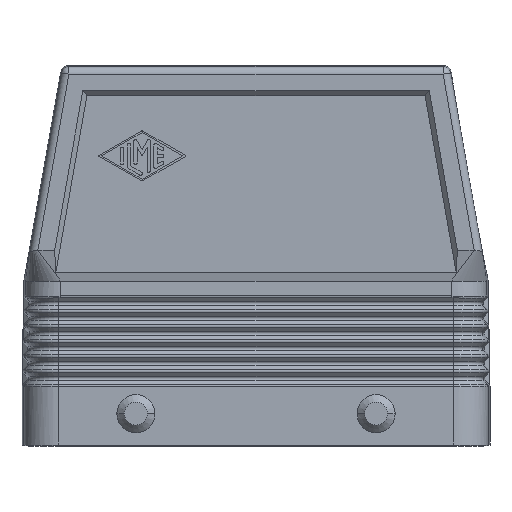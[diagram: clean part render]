
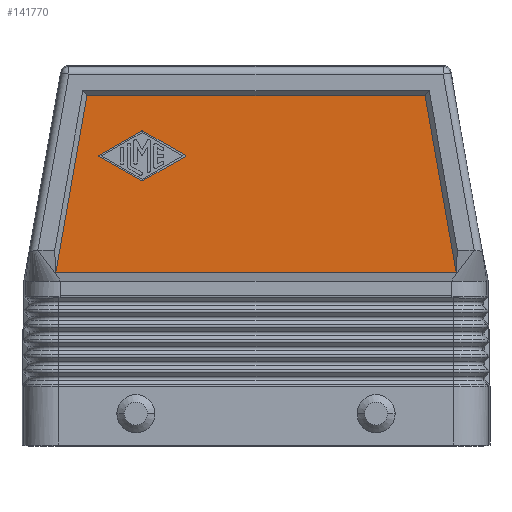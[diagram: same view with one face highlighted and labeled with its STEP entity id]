
A CAD part, left-side view. The second image highlights one B-rep face of the part: STEP entity #141770.
In plain terms, the highlighted planar face has unit normal (-1, 0, 0).
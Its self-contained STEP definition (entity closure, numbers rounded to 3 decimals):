
#137100=CARTESIAN_POINT('',(374.083,50.926,
70.233));
#137110=VERTEX_POINT('',#137100);
#137140=CARTESIAN_POINT('',(374.083,61.144,
12.233));
#137150=DIRECTION('',(0.,-0.174,0.985));
#137160=VECTOR('',#137150,1.);
#137170=LINE('',#137140,#137160);
#137180=CARTESIAN_POINT('',(374.083,57.156,
34.87));
#137190=VERTEX_POINT('',#137180);
#137200=EDGE_CURVE('',#137190,#137110,#137170,.T.);
#140330=CARTESIAN_POINT('',(374.083,-16.613,
70.233));
#140340=VERTEX_POINT('',#140330);
#140370=CARTESIAN_POINT('',(374.083,44.373,
70.233));
#140380=DIRECTION('',(0.,1.,0.));
#140390=VECTOR('',#140380,1.);
#140400=LINE('',#140370,#140390);
#140410=EDGE_CURVE('',#140340,#137110,#140400,.T.);
#140640=CARTESIAN_POINT('',(374.083,-22.843,
34.87));
#140650=VERTEX_POINT('',#140640);
#140680=CARTESIAN_POINT('',(374.083,-26.831,
12.233));
#140690=DIRECTION('',(0.,0.174,0.985));
#140700=VECTOR('',#140690,1.);
#140710=LINE('',#140680,#140700);
#140720=EDGE_CURVE('',#140650,#140340,#140710,.T.);
#140910=CARTESIAN_POINT('',(374.083,-12.317,
48.893));
#140920=DIRECTION('',(1.,0.,0.));
#140930=DIRECTION('',(0.,1.,0.));
#140940=AXIS2_PLACEMENT_3D('',#140910,#140920,#140930);
#140950=PLANE('',#140940);
#140960=CARTESIAN_POINT('',(374.083,44.373,
34.87));
#140970=DIRECTION('',(0.,1.,0.));
#140980=VECTOR('',#140970,1.);
#140990=LINE('',#140960,#140980);
#141000=EDGE_CURVE('',#140650,#137190,#140990,.T.);
#141010=ORIENTED_EDGE('',*,*,#141000,.F.);
#141020=ORIENTED_EDGE('',*,*,#137200,.F.);
#141030=ORIENTED_EDGE('',*,*,#140410,.T.);
#141040=ORIENTED_EDGE('',*,*,#140720,.T.);
#141050=EDGE_LOOP('',(#141040,#141030,#141020,#141010));
#141060=FACE_OUTER_BOUND('',#141050,.T.);
#141070=CARTESIAN_POINT('',(374.083,39.906,
62.899));
#141080=DIRECTION('',(-1.,0.,0.));
#141090=DIRECTION('',(0.,-1.,0.));
#141100=AXIS2_PLACEMENT_3D('',#141070,#141080,#141090);
#141110=CIRCLE('',#141100,0.333);
#141120=CARTESIAN_POINT('',(374.083,39.741,
63.188));
#141130=VERTEX_POINT('',#141120);
#141140=CARTESIAN_POINT('',(374.083,40.072,
63.188));
#141150=VERTEX_POINT('',#141140);
#141160=EDGE_CURVE('',#141130,#141150,#141110,.T.);
#141170=ORIENTED_EDGE('',*,*,#141160,.F.);
#141180=CARTESIAN_POINT('',(374.083,44.373,
60.73));
#141190=DIRECTION('',(0.,0.868,-0.496));
#141200=VECTOR('',#141190,1.);
#141210=LINE('',#141180,#141200);
#141220=CARTESIAN_POINT('',(374.083,48.488,
58.377));
#141230=VERTEX_POINT('',#141220);
#141240=EDGE_CURVE('',#141150,#141230,#141210,.T.);
#141250=ORIENTED_EDGE('',*,*,#141240,.F.);
#141260=CARTESIAN_POINT('',(374.083,48.405,
58.233));
#141270=DIRECTION('',(-1.,0.,0.));
#141280=DIRECTION('',(0.,-1.,0.));
#141290=AXIS2_PLACEMENT_3D('',#141260,#141270,#141280);
#141300=CIRCLE('',#141290,0.167);
#141310=CARTESIAN_POINT('',(374.083,48.488,
58.088));
#141320=VERTEX_POINT('',#141310);
#141330=EDGE_CURVE('',#141230,#141320,#141300,.T.);
#141340=ORIENTED_EDGE('',*,*,#141330,.F.);
#141350=CARTESIAN_POINT('',(374.083,44.373,
55.735));
#141360=DIRECTION('',(0.,-0.868,-0.496));
#141370=VECTOR('',#141360,1.);
#141380=LINE('',#141350,#141370);
#141390=CARTESIAN_POINT('',(374.083,40.072,
53.277));
#141400=VERTEX_POINT('',#141390);
#141410=EDGE_CURVE('',#141320,#141400,#141380,.T.);
#141420=ORIENTED_EDGE('',*,*,#141410,.F.);
#141430=CARTESIAN_POINT('',(374.083,39.906,
53.566));
#141440=DIRECTION('',(-1.,0.,0.));
#141450=DIRECTION('',(0.,-1.,0.));
#141460=AXIS2_PLACEMENT_3D('',#141430,#141440,#141450);
#141470=CIRCLE('',#141460,0.333);
#141480=CARTESIAN_POINT('',(374.083,39.741,
53.277));
#141490=VERTEX_POINT('',#141480);
#141500=EDGE_CURVE('',#141400,#141490,#141470,.T.);
#141510=ORIENTED_EDGE('',*,*,#141500,.F.);
#141520=CARTESIAN_POINT('',(374.083,44.373,
50.63));
#141530=DIRECTION('',(0.,-0.868,0.496));
#141540=VECTOR('',#141530,1.);
#141550=LINE('',#141520,#141540);
#141560=CARTESIAN_POINT('',(374.083,31.324,
58.088));
#141570=VERTEX_POINT('',#141560);
#141580=EDGE_CURVE('',#141490,#141570,#141550,.T.);
#141590=ORIENTED_EDGE('',*,*,#141580,.F.);
#141600=CARTESIAN_POINT('',(374.083,31.407,
58.233));
#141610=DIRECTION('',(-1.,0.,0.));
#141620=DIRECTION('',(0.,-1.,0.));
#141630=AXIS2_PLACEMENT_3D('',#141600,#141610,#141620);
#141640=CIRCLE('',#141630,0.167);
#141650=CARTESIAN_POINT('',(374.083,31.324,
58.377));
#141660=VERTEX_POINT('',#141650);
#141670=EDGE_CURVE('',#141570,#141660,#141640,.T.);
#141680=ORIENTED_EDGE('',*,*,#141670,.F.);
#141690=CARTESIAN_POINT('',(374.083,44.373,
65.836));
#141700=DIRECTION('',(0.,0.868,0.496));
#141710=VECTOR('',#141700,1.);
#141720=LINE('',#141690,#141710);
#141730=EDGE_CURVE('',#141660,#141130,#141720,.T.);
#141740=ORIENTED_EDGE('',*,*,#141730,.F.);
#141750=EDGE_LOOP('',(#141740,#141680,#141590,#141510,#141420,#141340,
#141250,#141170));
#141760=FACE_BOUND('',#141750,.T.);
#141770=ADVANCED_FACE('',(#141060,#141760),#140950,.F.);
